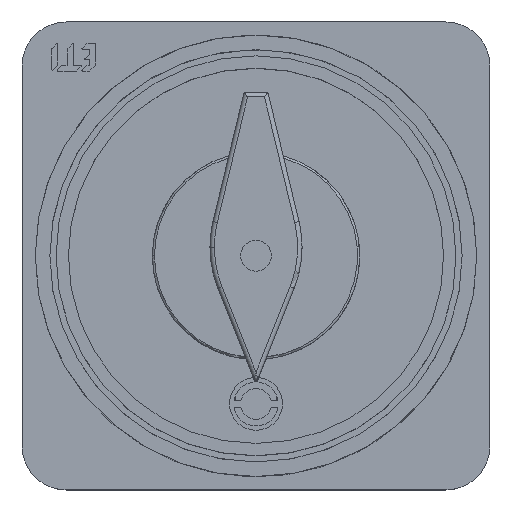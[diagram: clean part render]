
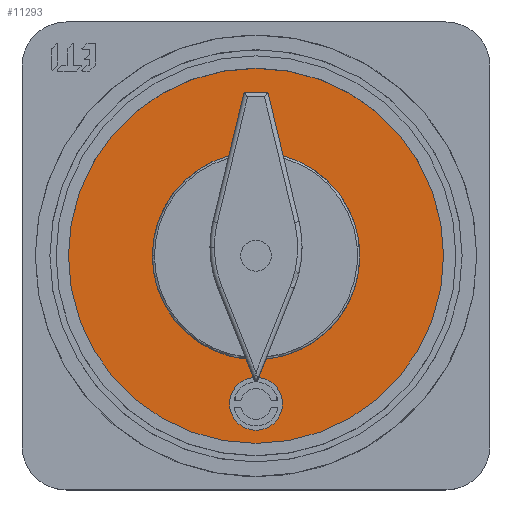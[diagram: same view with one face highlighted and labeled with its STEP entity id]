
A CAD part, top view. The second image highlights one B-rep face of the part: STEP entity #11293.
In plain terms, the highlighted planar face has unit normal (0, 0, 1).
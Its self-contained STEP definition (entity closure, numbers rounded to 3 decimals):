
#10181=CARTESIAN_POINT('',(21.706,-39.624,
45.317));
#10182=DIRECTION('',(0.,0.,-1.));
#10183=DIRECTION('',(1.,0.,0.));
#10184=AXIS2_PLACEMENT_3D('',#10181,#10182,#10183);
#10189=CARTESIAN_POINT('',(21.706,-39.624,
45.317));
#10190=DIRECTION('',(0.,0.,-1.));
#10191=DIRECTION('',(-1.,0.,0.));
#10192=AXIS2_PLACEMENT_3D('',#10189,#10190,#10191);
#10197=CARTESIAN_POINT('',(21.706,-39.624,
45.317));
#10198=DIRECTION('',(0.,0.,1.));
#10199=DIRECTION('',(0.096,-0.995,0.));
#10200=AXIS2_PLACEMENT_3D('',#10197,#10198,#10199);
#10205=CARTESIAN_POINT('',(21.706,-39.624,
45.317));
#10206=DIRECTION('',(0.,0.,1.));
#10207=DIRECTION('',(1.,0.,0.));
#10208=AXIS2_PLACEMENT_3D('',#10205,#10206,#10207);
#10213=DIRECTION('',(-0.234,0.972,0.));
#10214=VECTOR('',#10213,14.689);
#10215=CARTESIAN_POINT('',(27.853,-16.942,
45.317));
#10216=LINE('',#10215,#10214);
#10220=DIRECTION('',(-1.,0.,0.));
#10221=VECTOR('',#10220,5.428);
#10222=CARTESIAN_POINT('',(24.42,-2.661,
45.317));
#10223=LINE('',#10222,#10221);
#10227=DIRECTION('',(-0.234,-0.972,0.));
#10228=VECTOR('',#10227,14.689);
#10229=CARTESIAN_POINT('',(18.992,-2.661,
45.317));
#10230=LINE('',#10229,#10228);
#10234=CARTESIAN_POINT('',(21.706,-39.624,
45.317));
#10235=DIRECTION('',(0.,0.,1.));
#10236=DIRECTION('',(-0.262,0.965,0.));
#10237=AXIS2_PLACEMENT_3D('',#10234,#10235,#10236);
#10242=CARTESIAN_POINT('',(21.706,-39.624,
45.317));
#10243=DIRECTION('',(0.,0.,1.));
#10244=DIRECTION('',(-1.,0.,0.));
#10245=AXIS2_PLACEMENT_3D('',#10242,#10243,#10244);
#10250=DIRECTION('',(0.371,-0.929,0.));
#10251=VECTOR('',#10250,4.457);
#10252=CARTESIAN_POINT('',(19.447,-63.015,
45.317));
#10253=LINE('',#10252,#10251);
#10257=CARTESIAN_POINT('',(21.706,-73.124,
45.317));
#10258=DIRECTION('',(0.,0.,1.));
#10259=DIRECTION('',(-0.101,0.995,0.));
#10260=AXIS2_PLACEMENT_3D('',#10257,#10258,#10259);
#10265=CARTESIAN_POINT('',(21.706,-73.124,
45.317));
#10266=DIRECTION('',(0.,0.,1.));
#10267=DIRECTION('',(-1.,0.,0.));
#10268=AXIS2_PLACEMENT_3D('',#10265,#10266,#10267);
#10273=CARTESIAN_POINT('',(21.706,-73.124,
45.317));
#10274=DIRECTION('',(0.,0.,1.));
#10275=DIRECTION('',(1.,0.,0.));
#10276=AXIS2_PLACEMENT_3D('',#10273,#10274,#10275);
#10281=DIRECTION('',(0.371,0.929,0.));
#10282=VECTOR('',#10281,4.457);
#10283=CARTESIAN_POINT('',(22.312,-67.155,
45.317));
#10284=LINE('',#10283,#10282);
#10614=CARTESIAN_POINT('',(64.206,-39.624,
45.317));
#10615=VERTEX_POINT('',#10614);
#10616=CARTESIAN_POINT('',(-20.794,-39.624,
45.317));
#10617=VERTEX_POINT('',#10616);
#10678=CARTESIAN_POINT('',(23.965,-63.015,
45.317));
#10679=VERTEX_POINT('',#10678);
#10680=CARTESIAN_POINT('',(22.312,-67.155,
45.317));
#10681=VERTEX_POINT('',#10680);
#10688=CARTESIAN_POINT('',(21.1,-67.155,
45.317));
#10689=VERTEX_POINT('',#10688);
#10690=CARTESIAN_POINT('',(19.447,-63.015,
45.317));
#10691=VERTEX_POINT('',#10690);
#10697=CARTESIAN_POINT('',(15.706,-73.124,
45.317));
#10698=VERTEX_POINT('',#10697);
#10699=CARTESIAN_POINT('',(27.706,-73.124,
45.317));
#10700=VERTEX_POINT('',#10699);
#10701=CARTESIAN_POINT('',(45.206,-39.624,
45.317));
#10702=VERTEX_POINT('',#10701);
#10703=CARTESIAN_POINT('',(27.853,-16.942,
45.317));
#10704=VERTEX_POINT('',#10703);
#10705=CARTESIAN_POINT('',(24.42,-2.661,
45.317));
#10706=VERTEX_POINT('',#10705);
#10707=CARTESIAN_POINT('',(18.992,-2.661,
45.317));
#10708=VERTEX_POINT('',#10707);
#10709=CARTESIAN_POINT('',(15.559,-16.942,
45.317));
#10710=VERTEX_POINT('',#10709);
#10711=CARTESIAN_POINT('',(-1.794,-39.624,
45.317));
#10712=VERTEX_POINT('',#10711);
#11262=CARTESIAN_POINT('',(21.706,-39.624,
45.317));
#11263=DIRECTION('',(0.,0.,-1.));
#11264=DIRECTION('',(1.,0.,0.));
#11265=AXIS2_PLACEMENT_3D('',#11262,#11263,#11264);
#11266=PLANE('',#11265);
#11268=ORIENTED_EDGE('',*,*,#11267,.T.);
#11269=ORIENTED_EDGE('',*,*,#10748,.T.);
#11270=EDGE_LOOP('',(#11268,#11269));
#11271=FACE_OUTER_BOUND('',#11270,.F.);
#11273=ORIENTED_EDGE('',*,*,#11272,.T.);
#11275=ORIENTED_EDGE('',*,*,#11274,.T.);
#11277=ORIENTED_EDGE('',*,*,#11276,.T.);
#11279=ORIENTED_EDGE('',*,*,#11278,.T.);
#11281=ORIENTED_EDGE('',*,*,#11280,.T.);
#11283=ORIENTED_EDGE('',*,*,#11282,.T.);
#11285=ORIENTED_EDGE('',*,*,#11284,.T.);
#11286=ORIENTED_EDGE('',*,*,#11204,.T.);
#11287=ORIENTED_EDGE('',*,*,#11239,.T.);
#11288=ORIENTED_EDGE('',*,*,#11255,.T.);
#11289=ORIENTED_EDGE('',*,*,#11242,.T.);
#11290=ORIENTED_EDGE('',*,*,#10983,.T.);
#11291=EDGE_LOOP('',(#11273,#11275,#11277,#11279,#11281,#11283,#11285,#11286,
#11287,#11288,#11289,#11290));
#11292=FACE_BOUND('',#11291,.F.);
#10185=CIRCLE('',#10184,42.5);
#10193=CIRCLE('',#10192,42.5);
#10201=CIRCLE('',#10200,23.5);
#10209=CIRCLE('',#10208,23.5);
#10238=CIRCLE('',#10237,23.5);
#10246=CIRCLE('',#10245,23.5);
#10261=CIRCLE('',#10260,6.);
#10269=CIRCLE('',#10268,6.);
#10277=CIRCLE('',#10276,6.);
#10748=EDGE_CURVE('',#10617,#10615,#10193,.T.);
#10983=EDGE_CURVE('',#10681,#10679,#10284,.T.);
#11204=EDGE_CURVE('',#10691,#10689,#10253,.T.);
#11239=EDGE_CURVE('',#10689,#10698,#10261,.T.);
#11242=EDGE_CURVE('',#10700,#10681,#10277,.T.);
#11255=EDGE_CURVE('',#10698,#10700,#10269,.T.);
#11267=EDGE_CURVE('',#10615,#10617,#10185,.T.);
#11272=EDGE_CURVE('',#10679,#10702,#10201,.T.);
#11274=EDGE_CURVE('',#10702,#10704,#10209,.T.);
#11276=EDGE_CURVE('',#10704,#10706,#10216,.T.);
#11278=EDGE_CURVE('',#10706,#10708,#10223,.T.);
#11280=EDGE_CURVE('',#10708,#10710,#10230,.T.);
#11282=EDGE_CURVE('',#10710,#10712,#10238,.T.);
#11284=EDGE_CURVE('',#10712,#10691,#10246,.T.);
#11293=ADVANCED_FACE('',(#11271,#11292),#11266,.F.);
